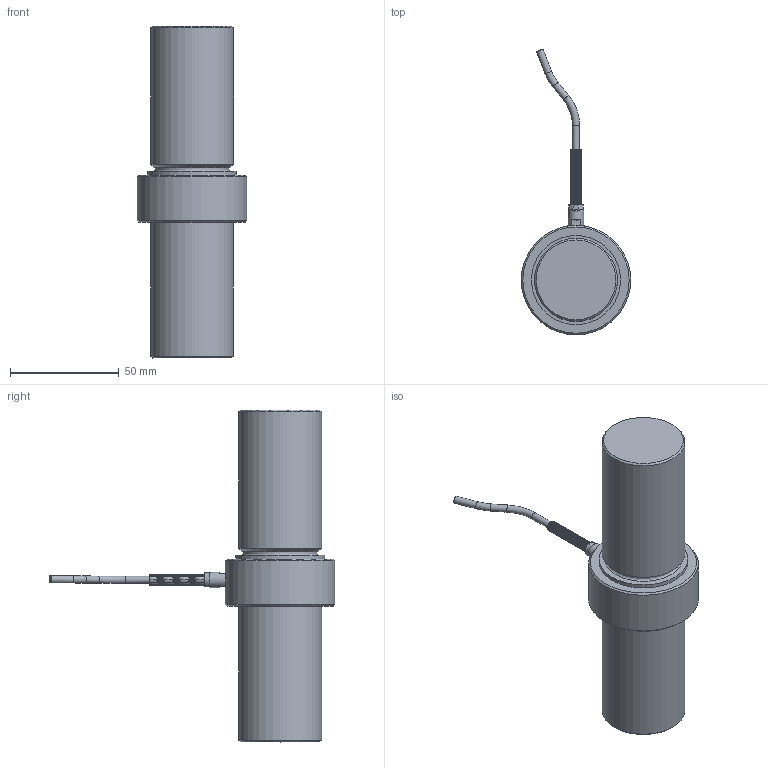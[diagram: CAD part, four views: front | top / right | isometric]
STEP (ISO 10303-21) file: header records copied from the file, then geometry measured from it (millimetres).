
FILE_DESCRIPTION((''),'2;1');
FILE_NAME('LCM550 cable 1.5-12 thread.stp','2010-11-08T15:36:07',('thomasl'),(''),'Autodesk Inventor 2008','Autodesk Inventor 2008','');
FILE_SCHEMA(('AUTOMOTIVE_DESIGN { 1 0 10303 214 1 1 1 1 }'));
Length unit declared in the file: inch
Products named in the file (2): LCM550 cable 1.5-12 thread; ~~$F1677-C
Assembly tree (1 placements, depth 2):
  LCM550 cable 1.5-12 thread
    ~~$F1677-C
Bounding box: 50.29 x 131.19 x 152.4 mm (x, y, z)
Volume: 191804.5 mm3; surface area: 30473.2 mm2
Topology: 1 solids, 2 shells, 181 faces, 490 edges, 306 vertices
Faces by surface type: bspline 61, plane 58, cylinder 40, cone 17, torus 5
Full cylindrical faces by diameter (mm): 3.302 x4, 4.064 x1, 4.801 x1, 4.851 x2, 5.207 x1, 5.334 x1, 5.588 x1, 5.715 x1, 5.791 x1, 7.061 x1, 38.1 x2, 38.608 x1, 39.065 x1, 39.116 x1, 40.894 x2, 50.292 x1
Entity records: 9714 total; most frequent: CARTESIAN_POINT 5814, DIRECTION 760, ORIENTED_EDGE 736, EDGE_CURVE 368, AXIS2_PLACEMENT_3D 319, EDGE_LOOP 314, VERTEX_POINT 284, CIRCLE 196
